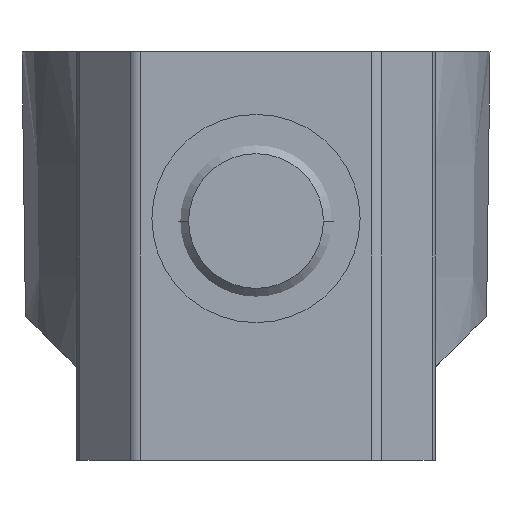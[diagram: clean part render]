
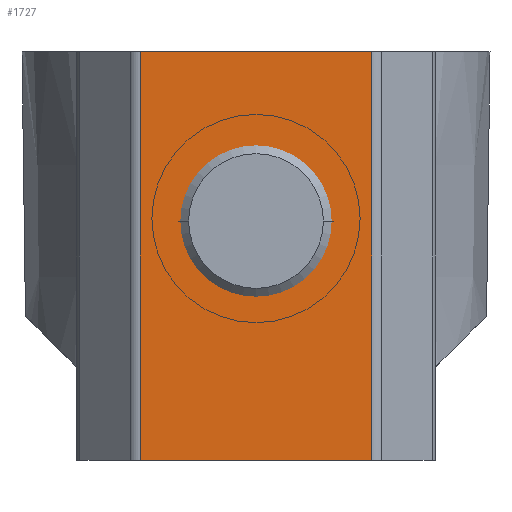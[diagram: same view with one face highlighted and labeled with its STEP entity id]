
A CAD part, left-side view. The second image highlights one B-rep face of the part: STEP entity #1727.
In plain terms, the highlighted free-form (B-spline) face has degree [1, 1] with [2, 2] control points.
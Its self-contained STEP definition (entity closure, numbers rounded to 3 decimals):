
#1240=CARTESIAN_POINT('',(-0.199,-0.139,0.));
#1241=VERTEX_POINT('',#1240);
#1251=CARTESIAN_POINT('',(-0.199,-0.139,-0.49));
#1252=VERTEX_POINT('',#1251);
#1253=CARTESIAN_POINT('',(-0.199,-0.139,-0.49));
#1254=DIRECTION('',(0.0,0.0,1.0));
#1255=VECTOR('',#1254,0.49);
#1256=LINE('',#1253,#1255);
#1257=EDGE_CURVE('',#1252,#1241,#1256,.T.);
#1678=CARTESIAN_POINT('',(-0.199,0.139,0.));
#1679=VERTEX_POINT('',#1678);
#1688=CARTESIAN_POINT('',(-0.199,0.139,-0.49));
#1689=VERTEX_POINT('',#1688);
#1697=CARTESIAN_POINT('',(-0.199,0.139,-0.49));
#1698=DIRECTION('',(0.0,0.0,1.0));
#1699=VECTOR('',#1698,0.49);
#1700=LINE('',#1697,#1699);
#1701=EDGE_CURVE('',#1689,#1679,#1700,.T.);
#1706=CARTESIAN_POINT('',(-0.199,0.139,0.));
#1707=CARTESIAN_POINT('',(-0.199,0.139,-0.49));
#1708=CARTESIAN_POINT('',(-0.199,-0.139,0.));
#1709=CARTESIAN_POINT('',(-0.199,-0.139,-0.49));
#1710=B_SPLINE_SURFACE_WITH_KNOTS('',1,1,((#1706,#1708),(#1707,#1709)),.UNSPECIFIED.,.F.,.F.,.U.,(2,2),(2,2),(0.0,0.49),(0.0,0.278),.UNSPECIFIED.);
#1711=CARTESIAN_POINT('',(-0.199,0.139,0.));
#1712=DIRECTION('',(0.0,-1.0,0.0));
#1713=VECTOR('',#1712,0.278);
#1714=LINE('',#1711,#1713);
#1715=EDGE_CURVE('',#1679,#1241,#1714,.T.);
#1716=ORIENTED_EDGE('',*,*,#1715,.F.);
#1717=ORIENTED_EDGE('',*,*,#1701,.F.);
#1718=CARTESIAN_POINT('',(-0.199,0.139,-0.49));
#1719=DIRECTION('',(0.0,-1.0,0.0));
#1720=VECTOR('',#1719,0.278);
#1721=LINE('',#1718,#1720);
#1722=EDGE_CURVE('',#1689,#1252,#1721,.T.);
#1723=ORIENTED_EDGE('',*,*,#1722,.T.);
#1724=ORIENTED_EDGE('',*,*,#1257,.T.);
#1725=EDGE_LOOP('',(#1716,#1717,#1723,#1724));
#1726=FACE_OUTER_BOUND('',#1725,.T.);
#1727=ADVANCED_FACE('',(#1726),#1710,.T.);
